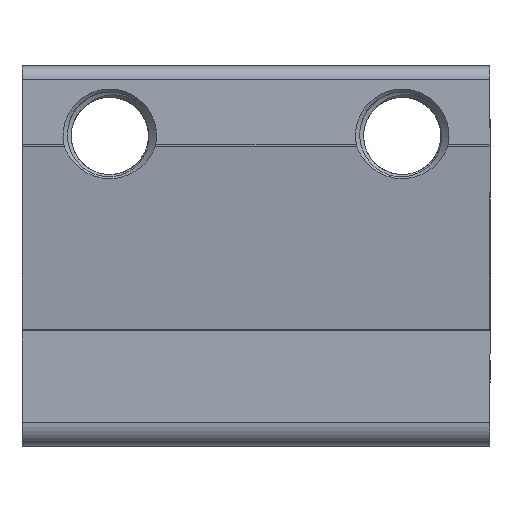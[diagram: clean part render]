
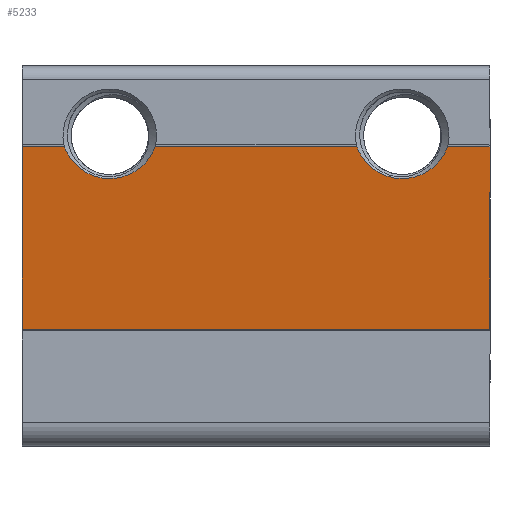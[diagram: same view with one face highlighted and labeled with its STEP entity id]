
A CAD part, left-side view. The second image highlights one B-rep face of the part: STEP entity #5233.
In plain terms, the highlighted planar face has unit normal (-0.992, 0, -0.123).
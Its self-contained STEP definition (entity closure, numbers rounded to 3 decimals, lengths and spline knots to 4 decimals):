
#131 = VECTOR ( 'NONE', #35223, 39.3701 ) ;
#1337 = LINE ( 'NONE', #33828, #8785 ) ;
#1471 = VECTOR ( 'NONE', #23185, 39.3701 ) ;
#1486 = DIRECTION ( 'NONE',  ( 0., 1., 0. ) ) ;
#1576 = ORIENTED_EDGE ( 'NONE', *, *, #34169, .T. ) ;
#1963 = VERTEX_POINT ( 'NONE', #8061 ) ;
#2104 = CARTESIAN_POINT ( 'NONE',  ( -2.2486, -0.0599, -1.4793 ) ) ;
#2663 = EDGE_CURVE ( 'NONE', #35338, #32541, #20069, .T. ) ;
#2885 = EDGE_CURVE ( 'NONE', #10547, #26557, #36687, .T. ) ;
#3337 = CARTESIAN_POINT ( 'NONE',  ( -2.2656, 1.6549, -1.3422 ) ) ;
#3397 = CARTESIAN_POINT ( 'NONE',  ( -2.1686, 1.6549, -2.1227 ) ) ;
#3421 = ORIENTED_EDGE ( 'NONE', *, *, #2663, .T. ) ;
#4355 = CARTESIAN_POINT ( 'NONE',  ( -2.2656, 0.6549, -1.3422 ) ) ;
#4883 = CARTESIAN_POINT ( 'NONE',  ( -2.2656, 1.6549, -1.3422 ) ) ;
#5098 = CARTESIAN_POINT ( 'NONE',  ( -2.2656, -0.1644, -1.3422 ) ) ;
#5233 = ADVANCED_FACE ( 'NONE', ( #5459 ), #28240, .T. ) ;
#5369 = CARTESIAN_POINT ( 'NONE',  ( -2.1686, 0.6549, -2.1227 ) ) ;
#5412 = CARTESIAN_POINT ( 'NONE',  ( -2.2656, 1.0856, -1.3422 ) ) ;
#5459 = FACE_OUTER_BOUND ( 'NONE', #20536, .T. ) ;
#6321 = VERTEX_POINT ( 'NONE', #23676 ) ;
#8061 = CARTESIAN_POINT ( 'NONE',  ( -2.2656, 0.2243, -1.3422 ) ) ;
#8446 = VERTEX_POINT ( 'NONE', #3397 ) ;
#8563 = ORIENTED_EDGE ( 'NONE', *, *, #31434, .T. ) ;
#8785 = VECTOR ( 'NONE', #24489, 39.3701 ) ;
#9205 = DIRECTION ( 'NONE',  ( 0., 1., 0. ) ) ;
#9385 = CARTESIAN_POINT ( 'NONE',  ( -2.2486, 1.3698, -1.4793 ) ) ;
#9437 = CARTESIAN_POINT ( 'NONE',  ( -2.2656, 1.4743, -1.3422 ) ) ;
#9776 = ORIENTED_EDGE ( 'NONE', *, *, #2885, .T. ) ;
#9846 = EDGE_CURVE ( 'NONE', #6321, #30138, #1337, .T. ) ;
#10547 = VERTEX_POINT ( 'NONE', #5098 ) ;
#10721 = VECTOR ( 'NONE', #1486, 39.3701 ) ;
#10768 = LINE ( 'NONE', #26662, #16812 ) ;
#11555 = CARTESIAN_POINT ( 'NONE',  ( -2.1686, 1.6549, -2.1227 ) ) ;
#12210 = CARTESIAN_POINT ( 'NONE',  ( -2.2486, 0.1198, -1.4793 ) ) ;
#12716 = ORIENTED_EDGE ( 'NONE', *, *, #19498, .T. ) ;
#13288 =( BOUNDED_CURVE ( )  B_SPLINE_CURVE ( 3, ( #27231, #9385, #30070, #36427 ),
 .UNSPECIFIED., .F., .F. ) 
 B_SPLINE_CURVE_WITH_KNOTS ( ( 4, 4 ),
 ( 3.1416, 4.3631 ),
 .UNSPECIFIED. ) 
 CURVE ( )  GEOMETRIC_REPRESENTATION_ITEM ( )  RATIONAL_B_SPLINE_CURVE ( ( 1., 0.879, 0.879, 1. ) ) 
 REPRESENTATION_ITEM ( '' )  );
#14134 = CARTESIAN_POINT ( 'NONE',  ( -2.2486, 0.0299, -1.4793 ) ) ;
#15112 =( BOUNDED_CURVE ( )  B_SPLINE_CURVE ( 3, ( #20755, #12210, #27089, #23707 ),
 .UNSPECIFIED., .F., .F. ) 
 B_SPLINE_CURVE_WITH_KNOTS ( ( 4, 4 ),
 ( 3.1416, 4.3631 ),
 .UNSPECIFIED. ) 
 CURVE ( )  GEOMETRIC_REPRESENTATION_ITEM ( )  RATIONAL_B_SPLINE_CURVE ( ( 1., 0.879, 0.879, 1. ) ) 
 REPRESENTATION_ITEM ( '' )  );
#15151 = VERTEX_POINT ( 'NONE', #9437 ) ;
#15950 = ORIENTED_EDGE ( 'NONE', *, *, #16672, .T. ) ;
#16595 = EDGE_CURVE ( 'NONE', #8446, #30138, #32991, .T. ) ;
#16650 = DIRECTION ( 'NONE',  ( 0.123, 0., -0.992 ) ) ;
#16672 = EDGE_CURVE ( 'NONE', #6321, #10547, #10768, .T. ) ;
#16812 = VECTOR ( 'NONE', #9205, 39.3701 ) ;
#17711 = LINE ( 'NONE', #11555, #1471 ) ;
#18338 = ORIENTED_EDGE ( 'NONE', *, *, #22486, .T. ) ;
#18590 = CARTESIAN_POINT ( 'NONE',  ( -2.2656, 0.6549, -1.3422 ) ) ;
#18704 = CARTESIAN_POINT ( 'NONE',  ( -2.2551, 1.1164, -1.4273 ) ) ;
#19498 = EDGE_CURVE ( 'NONE', #15151, #29844, #33507, .T. ) ;
#19742 = ORIENTED_EDGE ( 'NONE', *, *, #9846, .F. ) ;
#20069 =( BOUNDED_CURVE ( )  B_SPLINE_CURVE ( 3, ( #36423, #18704, #24614, #33569 ),
 .UNSPECIFIED., .F., .F. ) 
 B_SPLINE_CURVE_WITH_KNOTS ( ( 4, 4 ),
 ( 1.9201, 3.1416 ),
 .UNSPECIFIED. ) 
 CURVE ( )  GEOMETRIC_REPRESENTATION_ITEM ( )  RATIONAL_B_SPLINE_CURVE ( ( 1., 0.879, 0.879, 1. ) ) 
 REPRESENTATION_ITEM ( '' )  );
#20536 = EDGE_LOOP ( 'NONE', ( #15950, #9776, #8563, #18338, #3421, #1576, #12716, #36408, #28383, #19742 ) ) ;
#20755 = CARTESIAN_POINT ( 'NONE',  ( -2.2486, 0.0299, -1.4793 ) ) ;
#22486 = EDGE_CURVE ( 'NONE', #1963, #35338, #26890, .T. ) ;
#23185 = DIRECTION ( 'NONE',  ( -0.123, 0., 0.992 ) ) ;
#23676 = CARTESIAN_POINT ( 'NONE',  ( -2.2656, -0.3451, -1.3422 ) ) ;
#23707 = CARTESIAN_POINT ( 'NONE',  ( -2.2656, 0.2243, -1.3422 ) ) ;
#24489 = DIRECTION ( 'NONE',  ( 0.123, 0., -0.992 ) ) ;
#24614 = CARTESIAN_POINT ( 'NONE',  ( -2.2486, 1.1901, -1.4793 ) ) ;
#25000 = CARTESIAN_POINT ( 'NONE',  ( -2.1686, -0.3451, -2.1227 ) ) ;
#25381 = DIRECTION ( 'NONE',  ( -0.992, 0., -0.123 ) ) ;
#26557 = VERTEX_POINT ( 'NONE', #32228 ) ;
#26662 = CARTESIAN_POINT ( 'NONE',  ( -2.2656, 0.6549, -1.3422 ) ) ;
#26890 = LINE ( 'NONE', #4355, #10721 ) ;
#27089 = CARTESIAN_POINT ( 'NONE',  ( -2.2551, 0.1935, -1.4273 ) ) ;
#27124 = AXIS2_PLACEMENT_3D ( 'NONE', #4883, #25381, #16650 ) ;
#27231 = CARTESIAN_POINT ( 'NONE',  ( -2.2486, 1.2799, -1.4793 ) ) ;
#28016 = DIRECTION ( 'NONE',  ( 0., 1., 0. ) ) ;
#28240 = PLANE ( 'NONE',  #27124 ) ;
#28383 = ORIENTED_EDGE ( 'NONE', *, *, #16595, .T. ) ;
#28848 = CARTESIAN_POINT ( 'NONE',  ( -2.2656, -0.1644, -1.3422 ) ) ;
#29844 = VERTEX_POINT ( 'NONE', #3337 ) ;
#30070 = CARTESIAN_POINT ( 'NONE',  ( -2.2551, 1.4435, -1.4273 ) ) ;
#30138 = VERTEX_POINT ( 'NONE', #25000 ) ;
#31434 = EDGE_CURVE ( 'NONE', #26557, #1963, #15112, .T. ) ;
#32228 = CARTESIAN_POINT ( 'NONE',  ( -2.2486, 0.0299, -1.4793 ) ) ;
#32541 = VERTEX_POINT ( 'NONE', #34062 ) ;
#32991 = LINE ( 'NONE', #5369, #131 ) ;
#33507 = LINE ( 'NONE', #18590, #36304 ) ;
#33569 = CARTESIAN_POINT ( 'NONE',  ( -2.2486, 1.2799, -1.4793 ) ) ;
#33828 = CARTESIAN_POINT ( 'NONE',  ( -2.2656, -0.3451, -1.3422 ) ) ;
#34062 = CARTESIAN_POINT ( 'NONE',  ( -2.2486, 1.2799, -1.4793 ) ) ;
#34169 = EDGE_CURVE ( 'NONE', #32541, #15151, #13288, .T. ) ;
#35223 = DIRECTION ( 'NONE',  ( 0., -1., 0. ) ) ;
#35338 = VERTEX_POINT ( 'NONE', #5412 ) ;
#36304 = VECTOR ( 'NONE', #28016, 39.3701 ) ;
#36408 = ORIENTED_EDGE ( 'NONE', *, *, #37430, .F. ) ;
#36423 = CARTESIAN_POINT ( 'NONE',  ( -2.2656, 1.0856, -1.3422 ) ) ;
#36427 = CARTESIAN_POINT ( 'NONE',  ( -2.2656, 1.4743, -1.3422 ) ) ;
#36687 =( BOUNDED_CURVE ( )  B_SPLINE_CURVE ( 3, ( #28848, #37546, #2104, #14134 ),
 .UNSPECIFIED., .F., .F. ) 
 B_SPLINE_CURVE_WITH_KNOTS ( ( 4, 4 ),
 ( 1.9201, 3.1416 ),
 .UNSPECIFIED. ) 
 CURVE ( )  GEOMETRIC_REPRESENTATION_ITEM ( )  RATIONAL_B_SPLINE_CURVE ( ( 1., 0.879, 0.879, 1. ) ) 
 REPRESENTATION_ITEM ( '' )  );
#37430 = EDGE_CURVE ( 'NONE', #8446, #29844, #17711, .T. ) ;
#37546 = CARTESIAN_POINT ( 'NONE',  ( -2.2551, -0.1336, -1.4273 ) ) ;
